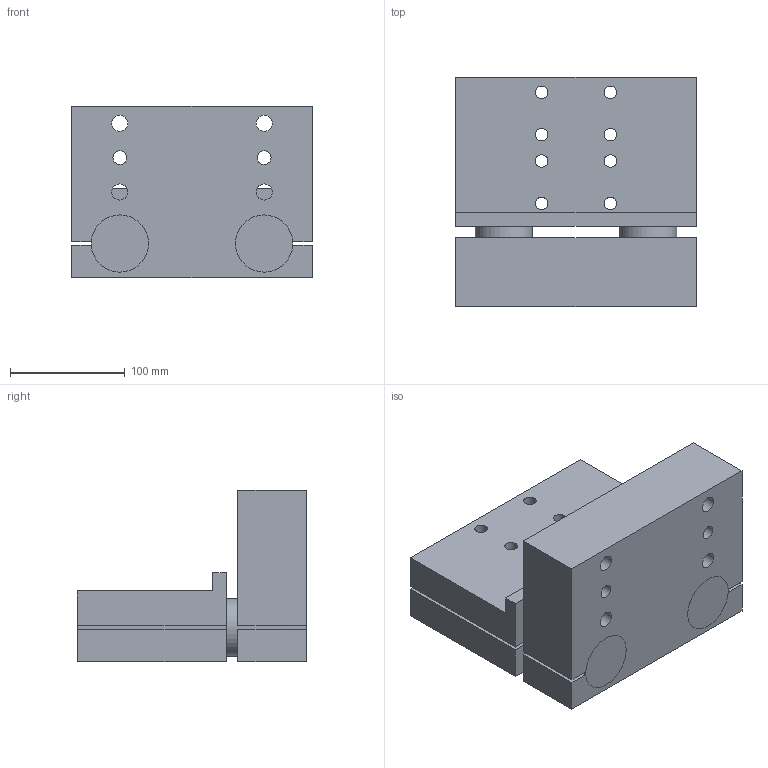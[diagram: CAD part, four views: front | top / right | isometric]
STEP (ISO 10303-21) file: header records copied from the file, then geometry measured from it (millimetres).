
FILE_DESCRIPTION((''),'2;1');
FILE_NAME('MSL-5-M-Hub 200.stp','2012-11-05T11:04:34',('hartung_david'),(''),'Autodesk Inventor 2012','Autodesk Inventor 2012','');
FILE_SCHEMA(('AUTOMOTIVE_DESIGN { 1 0 10303 214 1 1 1 1 }'));
Length unit declared in the file: millimetre
Products named in the file (3): MSL-5-M-Hub 200; MSL-5-M-010; MSL-5-M-020
Assembly tree (2 placements, depth 2):
  MSL-5-M-Hub 200
    MSL-5-M-010
    MSL-5-M-020
Bounding box: 210 x 200.01 x 150 mm (x, y, z)
Volume: 3514242.6 mm3; surface area: 334068.7 mm2
Topology: 2 solids, 2 shells, 84 faces, 203 edges, 135 vertices
Faces by surface type: plane 42, cylinder 39, cone 3
Full cylindrical faces by diameter (mm): 8.376 x3, 11 x10, 12 x2, 14 x4, 17.98 x8, 20 x4, 50 x4
Entity records: 2397 total; most frequent: DIRECTION 416, CARTESIAN_POINT 375, ORIENTED_EDGE 316, EDGE_LOOP 170, AXIS2_PLACEMENT_3D 169, EDGE_CURVE 158, VERTEX_POINT 128, FACE_BOUND 86
